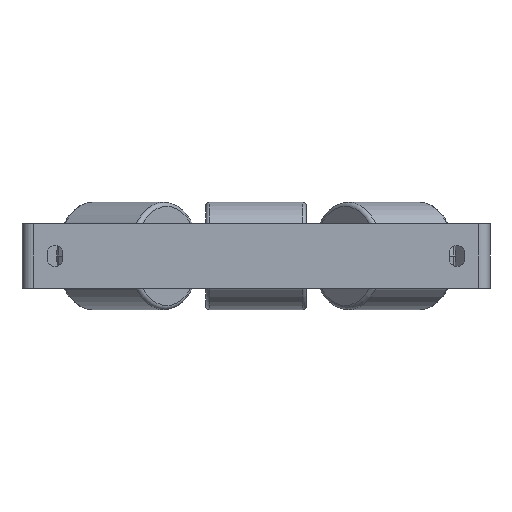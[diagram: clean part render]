
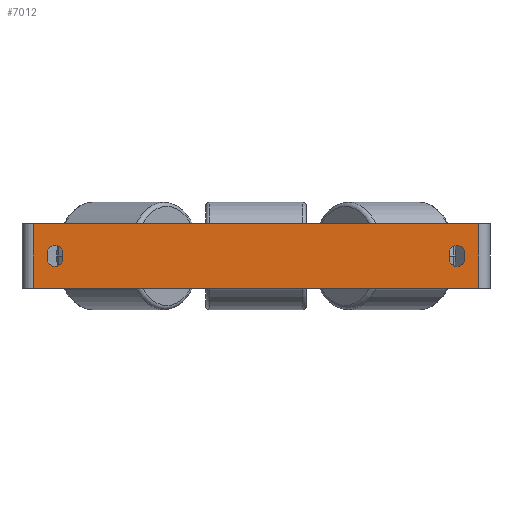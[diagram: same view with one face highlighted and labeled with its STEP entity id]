
A CAD part, front view. The second image highlights one B-rep face of the part: STEP entity #7012.
In plain terms, the highlighted planar face has unit normal (0, -1, 0).
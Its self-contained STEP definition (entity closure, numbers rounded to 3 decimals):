
#72 = CIRCLE ( 'NONE', #4833, 10. ) ;
#92 = ORIENTED_EDGE ( 'NONE', *, *, #3739, .F. ) ;
#140 = CARTESIAN_POINT ( 'NONE',  ( -249., 0., 3. ) ) ;
#171 = DIRECTION ( 'NONE',  ( 0., 0., -1. ) ) ;
#210 = VERTEX_POINT ( 'NONE', #3820 ) ;
#214 = EDGE_CURVE ( 'NONE', #1235, #5712, #72, .T. ) ;
#228 = VECTOR ( 'NONE', #4532, 1000. ) ;
#282 = ORIENTED_EDGE ( 'NONE', *, *, #2491, .T. ) ;
#385 = VECTOR ( 'NONE', #6601, 1000. ) ;
#468 = CIRCLE ( 'NONE', #5241, 10. ) ;
#475 = DIRECTION ( 'NONE',  ( 0., 0., 1. ) ) ;
#485 = EDGE_CURVE ( 'NONE', #1696, #210, #5762, .T. ) ;
#523 = CIRCLE ( 'NONE', #1630, 10. ) ;
#553 = ORIENTED_EDGE ( 'NONE', *, *, #6984, .T. ) ;
#589 = LINE ( 'NONE', #3321, #385 ) ;
#681 = FACE_BOUND ( 'NONE', #6339, .T. ) ;
#761 = CARTESIAN_POINT ( 'NONE',  ( -240., 0., -7.359 ) ) ;
#784 = VERTEX_POINT ( 'NONE', #1139 ) ;
#789 = EDGE_CURVE ( 'NONE', #933, #1342, #2875, .T. ) ;
#896 = DIRECTION ( 'NONE',  ( 0., 1., 0. ) ) ;
#933 = VERTEX_POINT ( 'NONE', #6595 ) ;
#1011 = VERTEX_POINT ( 'NONE', #5448 ) ;
#1043 = DIRECTION ( 'NONE',  ( 0., 0., -1. ) ) ;
#1120 = DIRECTION ( 'NONE',  ( 0., 0., -1. ) ) ;
#1121 = LINE ( 'NONE', #6884, #6213 ) ;
#1139 = CARTESIAN_POINT ( 'NONE',  ( -258., 0., 7.359 ) ) ;
#1235 = VERTEX_POINT ( 'NONE', #3024 ) ;
#1297 = AXIS2_PLACEMENT_3D ( 'NONE', #6971, #5726, #1120 ) ;
#1310 = EDGE_LOOP ( 'NONE', ( #3977, #92, #4149, #6138 ) ) ;
#1342 = VERTEX_POINT ( 'NONE', #7820 ) ;
#1381 = CARTESIAN_POINT ( 'NONE',  ( 240., 0., -7.359 ) ) ;
#1405 = LINE ( 'NONE', #5920, #5177 ) ;
#1556 = EDGE_CURVE ( 'NONE', #1342, #1011, #1121, .T. ) ;
#1616 = VECTOR ( 'NONE', #171, 1000. ) ;
#1630 = AXIS2_PLACEMENT_3D ( 'NONE', #4887, #5175, #1043 ) ;
#1696 = VERTEX_POINT ( 'NONE', #1381 ) ;
#1892 = PLANE ( 'NONE',  #3660 ) ;
#1922 = CARTESIAN_POINT ( 'NONE',  ( 258., 0., 7.359 ) ) ;
#1999 = VERTEX_POINT ( 'NONE', #2579 ) ;
#2096 = LINE ( 'NONE', #761, #8262 ) ;
#2121 = AXIS2_PLACEMENT_3D ( 'NONE', #140, #6577, #3262 ) ;
#2221 = LINE ( 'NONE', #6179, #1616 ) ;
#2315 = ORIENTED_EDGE ( 'NONE', *, *, #214, .T. ) ;
#2378 = ORIENTED_EDGE ( 'NONE', *, *, #2522, .F. ) ;
#2457 = VERTEX_POINT ( 'NONE', #3175 ) ;
#2491 = EDGE_CURVE ( 'NONE', #210, #3315, #468, .T. ) ;
#2522 = EDGE_CURVE ( 'NONE', #8201, #1999, #3743, .T. ) ;
#2551 = CARTESIAN_POINT ( 'NONE',  ( 249., 0., -3. ) ) ;
#2579 = CARTESIAN_POINT ( 'NONE',  ( -240., 0., -7.359 ) ) ;
#2602 = EDGE_CURVE ( 'NONE', #3257, #784, #5790, .T. ) ;
#2618 = DIRECTION ( 'NONE',  ( 0., 0., 1. ) ) ;
#2768 = EDGE_CURVE ( 'NONE', #5712, #1696, #2945, .T. ) ;
#2875 = LINE ( 'NONE', #4384, #3759 ) ;
#2945 = CIRCLE ( 'NONE', #3749, 10. ) ;
#2988 = ORIENTED_EDGE ( 'NONE', *, *, #6686, .F. ) ;
#3024 = CARTESIAN_POINT ( 'NONE',  ( 258., 0., -7.359 ) ) ;
#3074 = VERTEX_POINT ( 'NONE', #5284 ) ;
#3175 = CARTESIAN_POINT ( 'NONE',  ( -258., 0., -7.359 ) ) ;
#3198 = FACE_BOUND ( 'NONE', #3385, .T. ) ;
#3215 = CARTESIAN_POINT ( 'NONE',  ( 249., 0., 3. ) ) ;
#3257 = VERTEX_POINT ( 'NONE', #5190 ) ;
#3262 = DIRECTION ( 'NONE',  ( 0., 0., 1. ) ) ;
#3315 = VERTEX_POINT ( 'NONE', #1922 ) ;
#3321 = CARTESIAN_POINT ( 'NONE',  ( 258., 0., -7.359 ) ) ;
#3385 = EDGE_LOOP ( 'NONE', ( #2988, #4129, #8404, #2378, #3893 ) ) ;
#3660 = AXIS2_PLACEMENT_3D ( 'NONE', #7835, #5794, #8392 ) ;
#3739 = EDGE_CURVE ( 'NONE', #3074, #1011, #7011, .T. ) ;
#3743 = CIRCLE ( 'NONE', #1297, 10. ) ;
#3749 = AXIS2_PLACEMENT_3D ( 'NONE', #5500, #896, #8099 ) ;
#3759 = VECTOR ( 'NONE', #6993, 1000. ) ;
#3820 = CARTESIAN_POINT ( 'NONE',  ( 240., 0., 7.359 ) ) ;
#3833 = FACE_OUTER_BOUND ( 'NONE', #1310, .T. ) ;
#3893 = ORIENTED_EDGE ( 'NONE', *, *, #7641, .F. ) ;
#3977 = ORIENTED_EDGE ( 'NONE', *, *, #1556, .T. ) ;
#3996 = DIRECTION ( 'NONE',  ( 1., 0., 0. ) ) ;
#4129 = ORIENTED_EDGE ( 'NONE', *, *, #2602, .F. ) ;
#4149 = ORIENTED_EDGE ( 'NONE', *, *, #8183, .F. ) ;
#4250 = EDGE_CURVE ( 'NONE', #1999, #3257, #2096, .T. ) ;
#4384 = CARTESIAN_POINT ( 'NONE',  ( -276., 0., 40. ) ) ;
#4532 = DIRECTION ( 'NONE',  ( 0., 0., -1. ) ) ;
#4666 = DIRECTION ( 'NONE',  ( 0., 0., -1. ) ) ;
#4833 = AXIS2_PLACEMENT_3D ( 'NONE', #2551, #5145, #4666 ) ;
#4887 = CARTESIAN_POINT ( 'NONE',  ( -249., 0., -3. ) ) ;
#4942 = ORIENTED_EDGE ( 'NONE', *, *, #485, .T. ) ;
#5145 = DIRECTION ( 'NONE',  ( 0., 1., 0. ) ) ;
#5175 = DIRECTION ( 'NONE',  ( 0., -1., 0. ) ) ;
#5177 = VECTOR ( 'NONE', #3996, 1000. ) ;
#5190 = CARTESIAN_POINT ( 'NONE',  ( -240., 0., 7.359 ) ) ;
#5241 = AXIS2_PLACEMENT_3D ( 'NONE', #3215, #7134, #475 ) ;
#5284 = CARTESIAN_POINT ( 'NONE',  ( 276., 0., 40. ) ) ;
#5448 = CARTESIAN_POINT ( 'NONE',  ( 276., 0., -40. ) ) ;
#5500 = CARTESIAN_POINT ( 'NONE',  ( 249., 0., -3. ) ) ;
#5712 = VERTEX_POINT ( 'NONE', #7085 ) ;
#5726 = DIRECTION ( 'NONE',  ( 0., -1., 0. ) ) ;
#5762 = LINE ( 'NONE', #5853, #7160 ) ;
#5790 = CIRCLE ( 'NONE', #2121, 10. ) ;
#5794 = DIRECTION ( 'NONE',  ( 0., 1., 0. ) ) ;
#5853 = CARTESIAN_POINT ( 'NONE',  ( 240., 0., -7.359 ) ) ;
#5920 = CARTESIAN_POINT ( 'NONE',  ( -290., 0., 40. ) ) ;
#6013 = CARTESIAN_POINT ( 'NONE',  ( -249., 0., -13. ) ) ;
#6138 = ORIENTED_EDGE ( 'NONE', *, *, #789, .T. ) ;
#6179 = CARTESIAN_POINT ( 'NONE',  ( -258., 0., -7.359 ) ) ;
#6195 = DIRECTION ( 'NONE',  ( 1., 0., 0. ) ) ;
#6213 = VECTOR ( 'NONE', #6195, 1000. ) ;
#6339 = EDGE_LOOP ( 'NONE', ( #282, #553, #2315, #8053, #4942 ) ) ;
#6577 = DIRECTION ( 'NONE',  ( 0., -1., 0. ) ) ;
#6595 = CARTESIAN_POINT ( 'NONE',  ( -276., 0., 40. ) ) ;
#6601 = DIRECTION ( 'NONE',  ( 0., 0., -1. ) ) ;
#6686 = EDGE_CURVE ( 'NONE', #784, #2457, #2221, .T. ) ;
#6884 = CARTESIAN_POINT ( 'NONE',  ( -290., 0., -40. ) ) ;
#6971 = CARTESIAN_POINT ( 'NONE',  ( -249., 0., -3. ) ) ;
#6984 = EDGE_CURVE ( 'NONE', #3315, #1235, #589, .T. ) ;
#6993 = DIRECTION ( 'NONE',  ( 0., 0., -1. ) ) ;
#7011 = LINE ( 'NONE', #7136, #228 ) ;
#7012 = ADVANCED_FACE ( 'NONE', ( #3833, #3198, #681 ), #1892, .F. ) ;
#7085 = CARTESIAN_POINT ( 'NONE',  ( 249., 0., -13. ) ) ;
#7134 = DIRECTION ( 'NONE',  ( 0., 1., 0. ) ) ;
#7136 = CARTESIAN_POINT ( 'NONE',  ( 276., 0., 40. ) ) ;
#7160 = VECTOR ( 'NONE', #7682, 1000. ) ;
#7641 = EDGE_CURVE ( 'NONE', #2457, #8201, #523, .T. ) ;
#7682 = DIRECTION ( 'NONE',  ( 0., 0., 1. ) ) ;
#7820 = CARTESIAN_POINT ( 'NONE',  ( -276., 0., -40. ) ) ;
#7835 = CARTESIAN_POINT ( 'NONE',  ( -290., 0., 40. ) ) ;
#8053 = ORIENTED_EDGE ( 'NONE', *, *, #2768, .T. ) ;
#8099 = DIRECTION ( 'NONE',  ( 0., 0., -1. ) ) ;
#8183 = EDGE_CURVE ( 'NONE', #933, #3074, #1405, .T. ) ;
#8201 = VERTEX_POINT ( 'NONE', #6013 ) ;
#8262 = VECTOR ( 'NONE', #2618, 1000. ) ;
#8392 = DIRECTION ( 'NONE',  ( 0., 0., 1. ) ) ;
#8404 = ORIENTED_EDGE ( 'NONE', *, *, #4250, .F. ) ;
